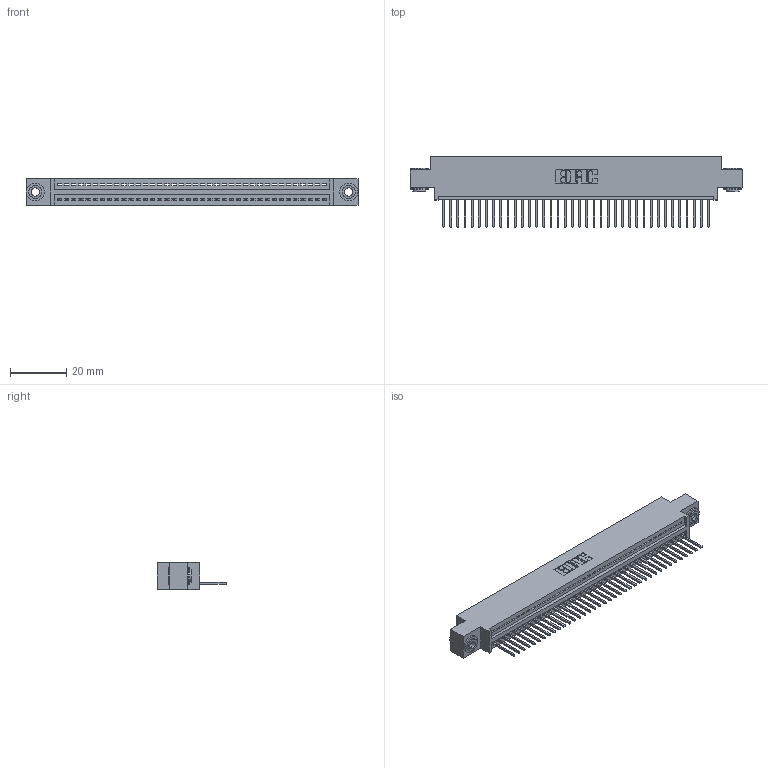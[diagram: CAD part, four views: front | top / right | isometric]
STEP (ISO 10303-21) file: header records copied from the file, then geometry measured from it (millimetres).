
FILE_DESCRIPTION (( 'STEP AP203' ), '1' );
FILE_NAME ('395-038-523-603.STEP', '2019-10-22T00:54:13', ( '' ), ( '' ), 'SwSTEP 2.0', 'SolidWorks 2016', '' );
FILE_SCHEMA (( 'CONFIG_CONTROL_DESIGN' ));
Length unit declared in the file: inch
Products named in the file (4): 345 Part_0.170 Offset - 0.156 Dia-TH; 345-292-001_345-293-123; 345-250-002_345-250-002-102; 395-038-523-603
Assembly tree (41 placements, depth 2):
  395-038-523-603
    345 Part_0.170 Offset - 0.156 Dia-TH
    345-292-001_345-293-123  x38
    345-250-002_345-250-002-102  x2
Bounding box: 117.73 x 24.82 x 9.4 mm (x, y, z)
Volume: 11040.6 mm3; surface area: 15000 mm2
Topology: 41 solids, 41 shells, 2372 faces, 7117 edges, 4690 vertices
Faces by surface type: plane 1614, cylinder 750, cone 8
Entity records: 29938 total; most frequent: CARTESIAN_POINT 5165, ORIENTED_EDGE 5130, DIRECTION 4547, EDGE_CURVE 2565, VECTOR 2257, LINE 2257, VERTEX_POINT 1706, AXIS2_PLACEMENT_3D 1145
